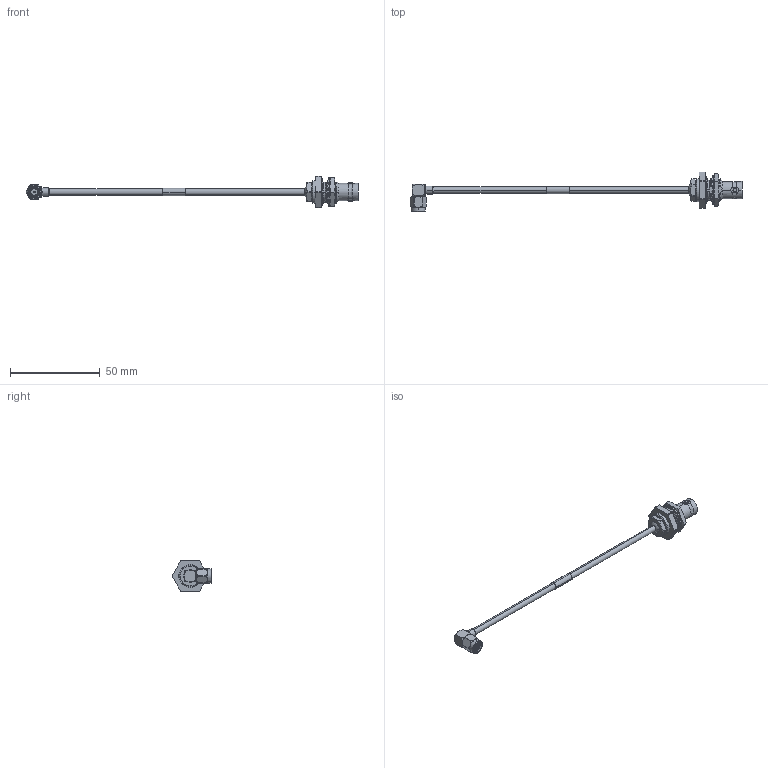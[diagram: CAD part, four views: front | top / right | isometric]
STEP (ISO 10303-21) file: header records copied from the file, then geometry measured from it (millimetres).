
FILE_DESCRIPTION (( 'STEP AP214' ), '1' );
FILE_NAME ('LCCA30403.step', '2020-05-01T17:13:30', ( '' ), ( '' ), 'SwSTEP 2.0', 'SolidWorks 2018', '' );
FILE_SCHEMA (( 'AUTOMOTIVE_DESIGN' ));
Length unit declared in the file: inch
Products named in the file (7): LC141TB (141 FORMABLE); solder plug left^LCCA30403; LCCA30403; 1AW01-003_.152 ID; LCCN3045; LCCN3065; solder plug right^LCCA30403
Assembly tree (6 placements, depth 2):
  LCCA30403
    LC141TB (141 FORMABLE)
    LCCN3045
    solder plug left^LCCA30403
    1AW01-003_.152 ID
    LCCN3065
    solder plug right^LCCA30403
Bounding box: 184.92 x 22.03 x 17.5 mm (x, y, z)
Volume: 5161.4 mm3; surface area: 6111.8 mm2
Topology: 11 solids, 11 shells, 506 faces, 1376 edges, 909 vertices
Faces by surface type: plane 219, cylinder 137, bspline 73, cone 67, torus 6, sphere 4
Entity records: 26737 total; most frequent: CARTESIAN_POINT 14142, ORIENTED_EDGE 2748, DIRECTION 2176, EDGE_CURVE 1374, VERTEX_POINT 909, AXIS2_PLACEMENT_3D 762, VECTOR 652, LINE 652
